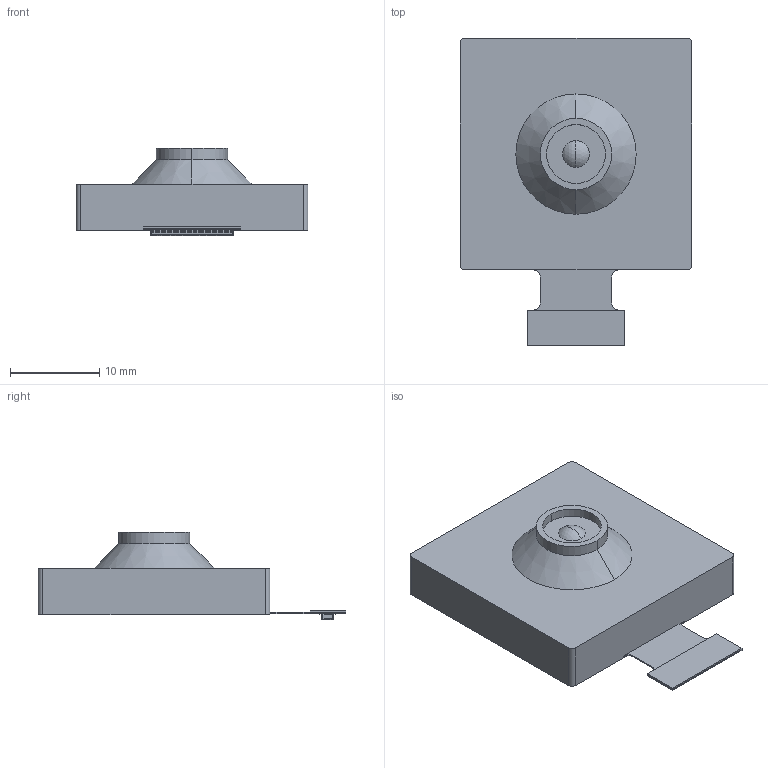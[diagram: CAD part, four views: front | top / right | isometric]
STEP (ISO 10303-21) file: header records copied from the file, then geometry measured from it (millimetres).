
FILE_DESCRIPTION (( 'STEP AP214' ), '1' );
FILE_NAME ('Camera Module [XWB5031] [Samsung S5KGN2SP03 5000W].STEP', '2023-02-13T07:55:26+00:00', 'Stefan Hamminga', '', '', '', '');
FILE_SCHEMA (( 'AUTOMOTIVE_DESIGN' ));
Length unit declared in the file: millimetre
Products named in the file (1): Camera Module [XWB5031] [Samsung S5KGN2SP03 5000W]
Bounding box: 26 x 34.5 x 9.77 mm (x, y, z)
Volume: 3829.3 mm3; surface area: 2296 mm2
Topology: 4 solids, 4 shells, 632 faces, 1854 edges, 1233 vertices
Faces by surface type: plane 514, cylinder 112, cone 2, sphere 2, bspline 2
Entity records: 21325 total; most frequent: CARTESIAN_POINT 4162, ORIENTED_EDGE 3708, DIRECTION 3326, EDGE_CURVE 1854, VECTOR 1612, LINE 1612, VERTEX_POINT 1233, AXIS2_PLACEMENT_3D 857
